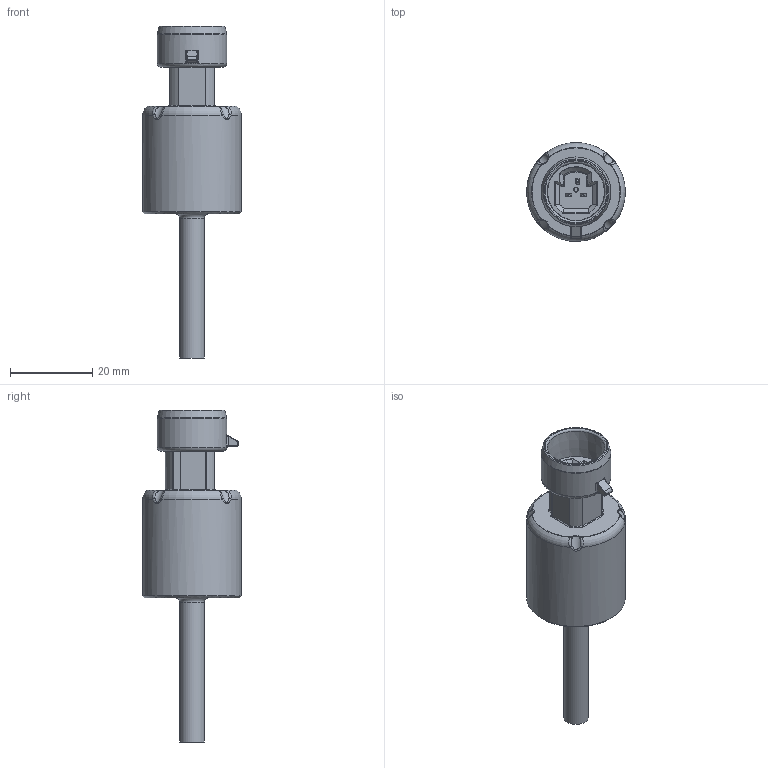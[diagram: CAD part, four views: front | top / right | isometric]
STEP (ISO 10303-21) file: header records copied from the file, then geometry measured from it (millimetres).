
FILE_DESCRIPTION(/* description */ (''),/* implementation_level */ '2;1');
FILE_NAME(/* name */ '560.9xxx5W1000.stp',/* time_stamp */ '2024-03-11T14:04:06+01:00',/* author */ ('uch10269'),/* organization */ (''),/* preprocessor_version */ 'ST-DEVELOPER v19.2',/* originating_system */ 'Autodesk Inventor 2023',/* authorisation */ '');
FILE_SCHEMA (('AUTOMOTIVE_DESIGN { 1 0 10303 214 3 1 1 }'));
Length unit declared in the file: millimetre
Products named in the file (1): Part10
Bounding box: 24 x 24 x 80.68 mm (x, y, z)
Volume: 13782.9 mm3; surface area: 5716.8 mm2
Topology: 1 solids, 1 shells, 307 faces, 755 edges, 454 vertices
Faces by surface type: bspline 101, cylinder 84, plane 72, torus 27, cone 14, sphere 9
Full cylindrical faces by diameter (mm): 4 x1, 6 x1, 16.95 x1, 24 x1
Entity records: 11386 total; most frequent: CARTESIAN_POINT 4368, ORIENTED_EDGE 1498, DIRECTION 1440, EDGE_CURVE 749, AXIS2_PLACEMENT_3D 605, VERTEX_POINT 454, EDGE_LOOP 317, FACE_OUTER_BOUND 307
